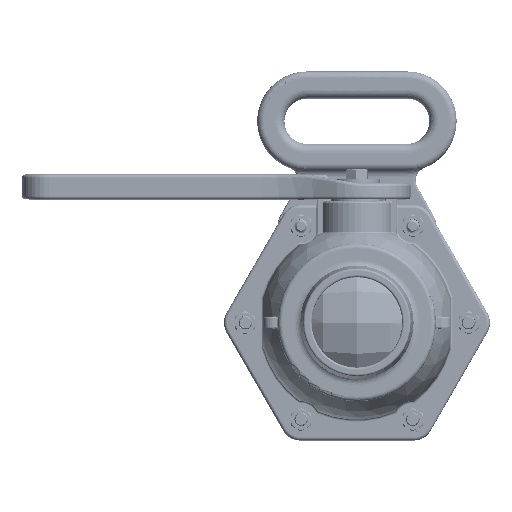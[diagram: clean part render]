
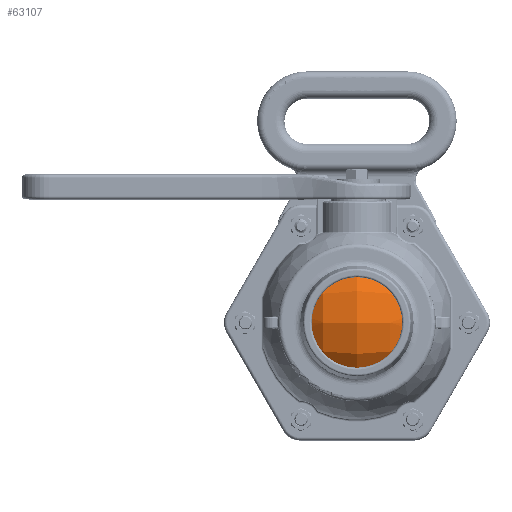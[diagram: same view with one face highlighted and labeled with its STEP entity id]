
A CAD part, top view. The second image highlights one B-rep face of the part: STEP entity #63107.
In plain terms, the highlighted free-form (B-spline) face has degree [2, 2] with [5, 9] control points.
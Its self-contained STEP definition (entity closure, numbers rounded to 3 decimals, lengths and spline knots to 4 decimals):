
#18=(
BOUNDED_SURFACE()
B_SPLINE_SURFACE(2,2,((#135915,#135916,#135917,#135918,#135919,#135920,
#135921,#135922,#135923),(#135924,#135925,#135926,#135927,#135928,#135929,
#135930,#135931,#135932),(#135933,#135934,#135935,#135936,#135937,#135938,
#135939,#135940,#135941),(#135942,#135943,#135944,#135945,#135946,#135947,
#135948,#135949,#135950),(#135951,#135952,#135953,#135954,#135955,#135956,
#135957,#135958,#135959)),.UNSPECIFIED.,.F.,.T.,.F.)
B_SPLINE_SURFACE_WITH_KNOTS((3,2,3),(3,2,2,2,3),(-0.8086,0.,
0.8086),(0.,1.5708,3.1416,4.7124,
6.2832),.UNSPECIFIED.)
GEOMETRIC_REPRESENTATION_ITEM()
RATIONAL_B_SPLINE_SURFACE(((1.,0.707,1.,0.707,1.,
0.707,1.,0.707,1.),(0.919,0.65,
0.919,0.65,0.919,0.65,
0.919,0.65,0.919),(1.,0.707,
1.,0.707,1.,0.707,1.,0.707,1.),(0.919,
0.65,0.919,0.65,0.919,
0.65,0.919,0.65,0.919),
(1.,0.707,1.,0.707,1.,0.707,1.,0.707,
1.)))
REPRESENTATION_ITEM('')
SURFACE()
);
#838=ELLIPSE('',#68597,2.3555,2.3525);
#2235=B_SPLINE_CURVE_WITH_KNOTS('',3,(#135965,#135966,#135967,#135968),
 .UNSPECIFIED.,.F.,.F.,(4,4),(0.0506,1.6851),
 .UNSPECIFIED.);
#2236=B_SPLINE_CURVE_WITH_KNOTS('',3,(#135970,#135971,#135972,#135973,#135974,
#135975),.UNSPECIFIED.,.F.,.F.,(4,2,4),(0.0525,1.8621,
3.6717),.UNSPECIFIED.);
#2237=B_SPLINE_CURVE_WITH_KNOTS('',3,(#135977,#135978,#135979,#135980),
 .UNSPECIFIED.,.F.,.F.,(4,4),(0.0506,1.6851),
 .UNSPECIFIED.);
#2238=B_SPLINE_CURVE_WITH_KNOTS('',3,(#135981,#135982,#135983,#135984,#135985,
#135986),.UNSPECIFIED.,.F.,.F.,(4,2,4),(0.0525,1.8621,
3.6717),.UNSPECIFIED.);
#4478=FACE_BOUND('',#12015,.T.);
#8077=FACE_OUTER_BOUND('',#12014,.T.);
#12014=EDGE_LOOP('',(#51224,#51225,#51226,#51227));
#12015=EDGE_LOOP('',(#51228,#51229,#51230,#51231));
#15521=CIRCLE('',#68593,1.6266);
#15525=CIRCLE('',#68598,1.6266);
#28667=VERTEX_POINT('',#135908);
#28670=VERTEX_POINT('',#135960);
#28671=VERTEX_POINT('',#135963);
#28672=VERTEX_POINT('',#135964);
#28673=VERTEX_POINT('',#135969);
#28674=VERTEX_POINT('',#135976);
#36624=EDGE_CURVE('',#28667,#28667,#15521,.T.);
#36628=EDGE_CURVE('',#28670,#28667,#838,.T.);
#36629=EDGE_CURVE('',#28670,#28670,#15525,.T.);
#36630=EDGE_CURVE('',#28671,#28672,#2235,.T.);
#36631=EDGE_CURVE('',#28673,#28671,#2236,.T.);
#36632=EDGE_CURVE('',#28674,#28673,#2237,.T.);
#36633=EDGE_CURVE('',#28672,#28674,#2238,.T.);
#51224=ORIENTED_EDGE('',*,*,#36628,.F.);
#51225=ORIENTED_EDGE('',*,*,#36629,.T.);
#51226=ORIENTED_EDGE('',*,*,#36628,.T.);
#51227=ORIENTED_EDGE('',*,*,#36624,.F.);
#51228=ORIENTED_EDGE('',*,*,#36630,.F.);
#51229=ORIENTED_EDGE('',*,*,#36631,.F.);
#51230=ORIENTED_EDGE('',*,*,#36632,.F.);
#51231=ORIENTED_EDGE('',*,*,#36633,.F.);
#63107=ADVANCED_FACE('',(#8077,#4478),#18,.F.);
#68593=AXIS2_PLACEMENT_3D('',#135909,#79214,#79215);
#68597=AXIS2_PLACEMENT_3D('',#135961,#79222,#79223);
#68598=AXIS2_PLACEMENT_3D('',#135962,#79224,#79225);
#79214=DIRECTION('center_axis',(-1.,0.,0.));
#79215=DIRECTION('ref_axis',(0.,0.,1.));
#79222=DIRECTION('center_axis',(0.,1.,0.));
#79223=DIRECTION('ref_axis',(0.,0.,-1.));
#79224=DIRECTION('center_axis',(-1.,0.,0.));
#79225=DIRECTION('ref_axis',(0.,0.,1.));
#135908=CARTESIAN_POINT('',(-1.7016,0.,-1.6266));
#135909=CARTESIAN_POINT('Origin',(-1.7016,0.,0.));
#135915=CARTESIAN_POINT('Ctrl Pts',(1.7016,0.,-1.6266));
#135916=CARTESIAN_POINT('Ctrl Pts',(1.7016,-1.6266,
-1.6266));
#135917=CARTESIAN_POINT('Ctrl Pts',(1.7016,-1.6266,
0.));
#135918=CARTESIAN_POINT('Ctrl Pts',(1.7016,-1.6266,
1.6266));
#135919=CARTESIAN_POINT('Ctrl Pts',(1.7016,0.,1.6266));
#135920=CARTESIAN_POINT('Ctrl Pts',(1.7016,1.6266,1.6266));
#135921=CARTESIAN_POINT('Ctrl Pts',(1.7016,1.6266,0.));
#135922=CARTESIAN_POINT('Ctrl Pts',(1.7016,1.6266,-1.6266));
#135923=CARTESIAN_POINT('Ctrl Pts',(1.7016,0.,-1.6266));
#135924=CARTESIAN_POINT('Ctrl Pts',(1.0065,0.,-2.3555));
#135925=CARTESIAN_POINT('Ctrl Pts',(1.0065,-2.3555,
-2.3555));
#135926=CARTESIAN_POINT('Ctrl Pts',(1.0065,-2.3555,
0.));
#135927=CARTESIAN_POINT('Ctrl Pts',(1.0065,-2.3555,
2.3555));
#135928=CARTESIAN_POINT('Ctrl Pts',(1.0065,0.,2.3555));
#135929=CARTESIAN_POINT('Ctrl Pts',(1.0065,2.3555,2.3555));
#135930=CARTESIAN_POINT('Ctrl Pts',(1.0065,2.3555,0.));
#135931=CARTESIAN_POINT('Ctrl Pts',(1.0065,2.3555,-2.3555));
#135932=CARTESIAN_POINT('Ctrl Pts',(1.0065,0.,-2.3555));
#135933=CARTESIAN_POINT('Ctrl Pts',(0.,0.,-2.3555));
#135934=CARTESIAN_POINT('Ctrl Pts',(0.,-2.3555,-2.3555));
#135935=CARTESIAN_POINT('Ctrl Pts',(0.,-2.3555,0.));
#135936=CARTESIAN_POINT('Ctrl Pts',(0.,-2.3555,2.3555));
#135937=CARTESIAN_POINT('Ctrl Pts',(0.,0.,2.3555));
#135938=CARTESIAN_POINT('Ctrl Pts',(0.,2.3555,2.3555));
#135939=CARTESIAN_POINT('Ctrl Pts',(0.,2.3555,0.));
#135940=CARTESIAN_POINT('Ctrl Pts',(0.,2.3555,-2.3555));
#135941=CARTESIAN_POINT('Ctrl Pts',(0.,0.,-2.3555));
#135942=CARTESIAN_POINT('Ctrl Pts',(-1.0065,0.,-2.3555));
#135943=CARTESIAN_POINT('Ctrl Pts',(-1.0065,-2.3555,
-2.3555));
#135944=CARTESIAN_POINT('Ctrl Pts',(-1.0065,-2.3555,
0.));
#135945=CARTESIAN_POINT('Ctrl Pts',(-1.0065,-2.3555,
2.3555));
#135946=CARTESIAN_POINT('Ctrl Pts',(-1.0065,0.,2.3555));
#135947=CARTESIAN_POINT('Ctrl Pts',(-1.0065,2.3555,
2.3555));
#135948=CARTESIAN_POINT('Ctrl Pts',(-1.0065,2.3555,
0.));
#135949=CARTESIAN_POINT('Ctrl Pts',(-1.0065,2.3555,
-2.3555));
#135950=CARTESIAN_POINT('Ctrl Pts',(-1.0065,0.,-2.3555));
#135951=CARTESIAN_POINT('Ctrl Pts',(-1.7016,0.,-1.6266));
#135952=CARTESIAN_POINT('Ctrl Pts',(-1.7016,-1.6266,
-1.6266));
#135953=CARTESIAN_POINT('Ctrl Pts',(-1.7016,-1.6266,
0.));
#135954=CARTESIAN_POINT('Ctrl Pts',(-1.7016,-1.6266,
1.6266));
#135955=CARTESIAN_POINT('Ctrl Pts',(-1.7016,0.,1.6266));
#135956=CARTESIAN_POINT('Ctrl Pts',(-1.7016,1.6266,1.6266));
#135957=CARTESIAN_POINT('Ctrl Pts',(-1.7016,1.6266,0.));
#135958=CARTESIAN_POINT('Ctrl Pts',(-1.7016,1.6266,-1.6266));
#135959=CARTESIAN_POINT('Ctrl Pts',(-1.7016,0.,-1.6266));
#135960=CARTESIAN_POINT('',(1.7016,0.,-1.6266));
#135961=CARTESIAN_POINT('Origin',(0.,0.,0.));
#135962=CARTESIAN_POINT('Origin',(1.7016,0.,0.));
#135963=CARTESIAN_POINT('',(-0.32,2.2261,0.7));
#135964=CARTESIAN_POINT('',(0.32,2.2261,0.7));
#135965=CARTESIAN_POINT('Ctrl Pts',(-0.32,2.2261,0.7));
#135966=CARTESIAN_POINT('Ctrl Pts',(-0.1078,2.2567,
0.7));
#135967=CARTESIAN_POINT('Ctrl Pts',(0.1078,2.2567,
0.7));
#135968=CARTESIAN_POINT('Ctrl Pts',(0.32,2.2261,0.7));
#135969=CARTESIAN_POINT('',(-0.32,2.2261,-0.7));
#135970=CARTESIAN_POINT('Ctrl Pts',(-0.32,2.2261,-0.7));
#135971=CARTESIAN_POINT('Ctrl Pts',(-0.32,2.2974,-0.4735));
#135972=CARTESIAN_POINT('Ctrl Pts',(-0.32,2.3336,-0.2375));
#135973=CARTESIAN_POINT('Ctrl Pts',(-0.32,2.3336,0.2375));
#135974=CARTESIAN_POINT('Ctrl Pts',(-0.32,2.2974,0.4735));
#135975=CARTESIAN_POINT('Ctrl Pts',(-0.32,2.2261,0.7));
#135976=CARTESIAN_POINT('',(0.32,2.2261,-0.7));
#135977=CARTESIAN_POINT('Ctrl Pts',(0.32,2.2261,-0.7));
#135978=CARTESIAN_POINT('Ctrl Pts',(0.1078,2.2567,
-0.7));
#135979=CARTESIAN_POINT('Ctrl Pts',(-0.1078,2.2567,
-0.7));
#135980=CARTESIAN_POINT('Ctrl Pts',(-0.32,2.2261,-0.7));
#135981=CARTESIAN_POINT('Ctrl Pts',(0.32,2.2261,0.7));
#135982=CARTESIAN_POINT('Ctrl Pts',(0.32,2.2974,0.4735));
#135983=CARTESIAN_POINT('Ctrl Pts',(0.32,2.3336,0.2375));
#135984=CARTESIAN_POINT('Ctrl Pts',(0.32,2.3336,-0.2375));
#135985=CARTESIAN_POINT('Ctrl Pts',(0.32,2.2974,-0.4735));
#135986=CARTESIAN_POINT('Ctrl Pts',(0.32,2.2261,-0.7));
